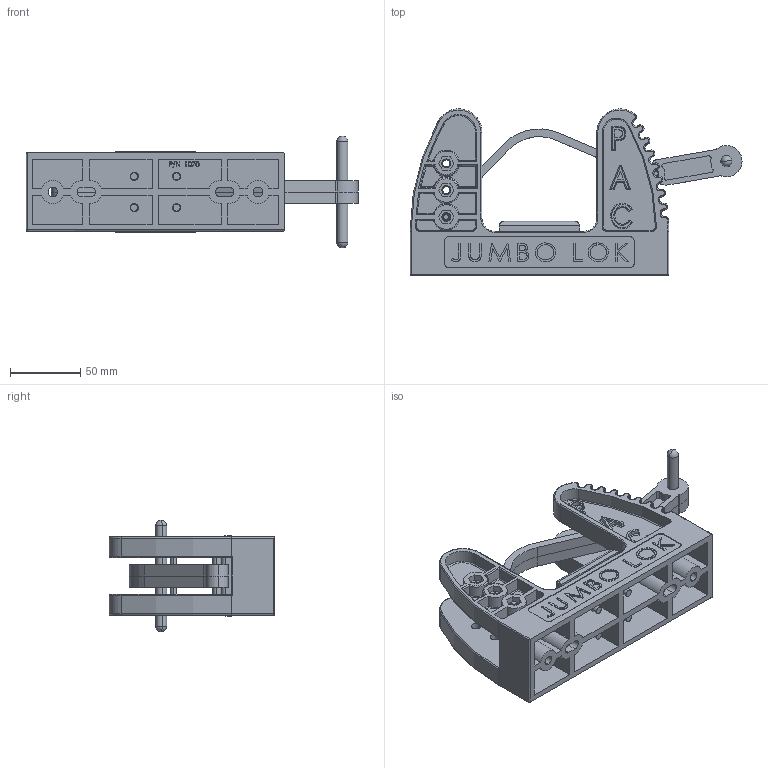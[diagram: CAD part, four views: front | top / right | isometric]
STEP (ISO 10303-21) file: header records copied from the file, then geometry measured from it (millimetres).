
FILE_DESCRIPTION (( 'STEP AP203' ), '1' );
FILE_NAME ('1070P.STEP', '2010-08-20T13:00:36', ( '' ), ( '' ), 'SwSTEP 2.0', 'SolidWorks 2010', '' );
FILE_SCHEMA (( 'CONFIG_CONTROL_DESIGN' ));
Length unit declared in the file: inch
Products named in the file (6): 1070P; 1070 Base; 1070 PAD; 1070 Shoulder Screw_SHSSCREW 0.25x1.25-N; 1070 #10-24 Nut_MSHXNUT 0.250-20-S-N; 1070 STRAP (Yellow) -In Use
Assembly tree (7 placements, depth 2):
  1070P
    1070 Shoulder Screw_SHSSCREW 0.25x1.25-N
    1070 #10-24 Nut_MSHXNUT 0.250-20-S-N  x3
    1070 STRAP (Yellow) -In Use
    1070 PAD
    1070 Base
Bounding box: 236.25 x 118.12 x 79.38 mm (x, y, z)
Volume: 338858.5 mm3; surface area: 151587.2 mm2
Topology: 10 solids, 10 shells, 1324 faces, 3255 edges, 2031 vertices
Faces by surface type: plane 489, cylinder 429, torus 167, bspline 154, cone 80, sphere 5
Entity records: 61327 total; most frequent: CARTESIAN_POINT 30891, ORIENTED_EDGE 6296, DIRECTION 6004, EDGE_CURVE 3148, AXIS2_PLACEMENT_3D 2159, VERTEX_POINT 1971, LINE 1686, VECTOR 1686
